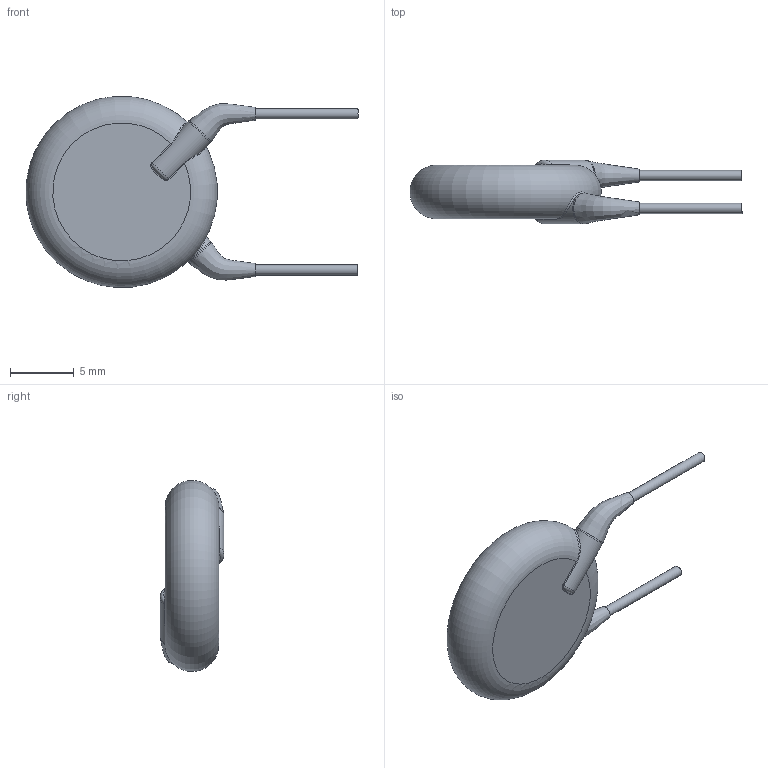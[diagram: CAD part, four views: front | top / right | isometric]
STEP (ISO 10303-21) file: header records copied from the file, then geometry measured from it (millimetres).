
FILE_DESCRIPTION(/* description */ (''),/* implementation_level */ '2;1');
FILE_NAME(/* name */ 'VKP392MCQEH0KR.stp',/* time_stamp */ '2018-03-07T15:41:20+01:00',/* author */ ('sheinrich'),/* organization */ (''),/* preprocessor_version */ 'ST-DEVELOPER v16.1',/* originating_system */ 'Autodesk Inventor 2016',/* authorisation */ '');
FILE_SCHEMA (('AUTOMOTIVE_DESIGN { 1 0 10303 214 3 1 1 }'));
Length unit declared in the file: centimetre
Products named in the file (1): VKP392MCQEH0KR
Bounding box: 25.99 x 5 x 14.96 mm (x, y, z)
Volume: 700.9 mm3; surface area: 562 mm2
Topology: 1 solids, 1 shells, 25 faces, 52 edges, 31 vertices
Faces by surface type: bspline 8, cylinder 8, plane 6, torus 3
Full cylindrical faces by diameter (mm): 0.8 x2, 2.4 x2
Entity records: 1543 total; most frequent: CARTESIAN_POINT 1028, ORIENTED_EDGE 88, DIRECTION 84, EDGE_CURVE 44, AXIS2_PLACEMENT_3D 38, EDGE_LOOP 32, VERTEX_POINT 28, STYLED_ITEM 26
